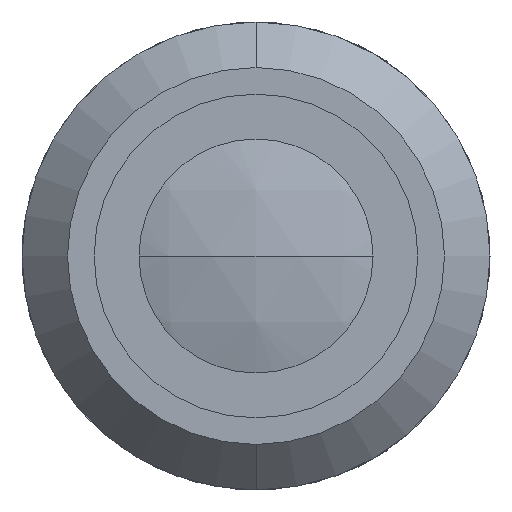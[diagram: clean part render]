
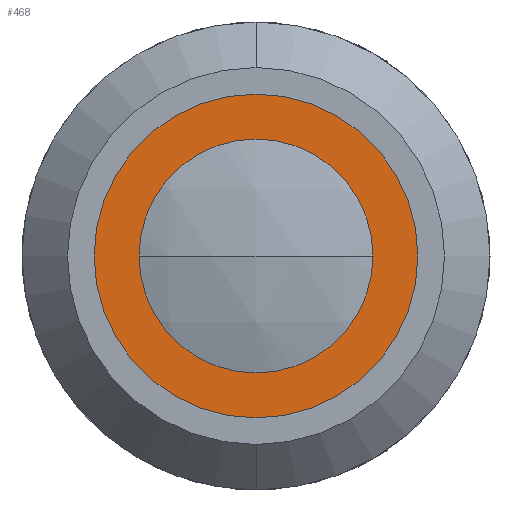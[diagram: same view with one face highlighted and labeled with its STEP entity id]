
A CAD part, left-side view. The second image highlights one B-rep face of the part: STEP entity #468.
In plain terms, the highlighted planar face has unit normal (-1, 0, 0).
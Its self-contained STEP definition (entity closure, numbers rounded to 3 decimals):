
#83 = VERTEX_POINT ( 'NONE', #2099 ) ;
#236 = DIRECTION ( 'NONE',  ( 0., 0., 1. ) ) ;
#468 = ADVANCED_FACE ( 'NONE', ( #1558, #3984 ), #2641, .F. ) ;
#838 = DIRECTION ( 'NONE',  ( 0., 0., -1. ) ) ;
#1136 = CIRCLE ( 'NONE', #1737, 9. ) ;
#1187 = CARTESIAN_POINT ( 'NONE',  ( 3.5, 0., 0. ) ) ;
#1210 = CARTESIAN_POINT ( 'NONE',  ( 3.5, 0., 0. ) ) ;
#1274 = CARTESIAN_POINT ( 'NONE',  ( 3.5, 0., 0. ) ) ;
#1308 = CARTESIAN_POINT ( 'NONE',  ( 3.5, 0., 9. ) ) ;
#1558 = FACE_BOUND ( 'NONE', #3953, .T. ) ;
#1562 = CARTESIAN_POINT ( 'NONE',  ( 3.5, 0., 13.2 ) ) ;
#1737 = AXIS2_PLACEMENT_3D ( 'NONE', #1187, #3924, #2505 ) ;
#1756 = CIRCLE ( 'NONE', #4246, 13.2 ) ;
#1780 = EDGE_CURVE ( 'NONE', #4061, #83, #1136, .T. ) ;
#1876 = CARTESIAN_POINT ( 'NONE',  ( 3.5, 13.2, 0. ) ) ;
#2099 = CARTESIAN_POINT ( 'NONE',  ( 3.5, 0., -9. ) ) ;
#2104 = DIRECTION ( 'NONE',  ( 0., 0., 1. ) ) ;
#2505 = DIRECTION ( 'NONE',  ( 0., 0., 1. ) ) ;
#2641 = PLANE ( 'NONE',  #3647 ) ;
#2683 = DIRECTION ( 'NONE',  ( -1., 0., 0. ) ) ;
#2751 = CARTESIAN_POINT ( 'NONE',  ( 3.5, 0., -13.2 ) ) ;
#2846 = CARTESIAN_POINT ( 'NONE',  ( 3.5, 0., 0. ) ) ;
#3013 = CIRCLE ( 'NONE', #4180, 13.2 ) ;
#3234 = AXIS2_PLACEMENT_3D ( 'NONE', #1210, #4347, #236 ) ;
#3276 = EDGE_LOOP ( 'NONE', ( #3440, #4451 ) ) ;
#3290 = DIRECTION ( 'NONE',  ( 1., 0., 0. ) ) ;
#3300 = CIRCLE ( 'NONE', #3234, 9. ) ;
#3315 = VERTEX_POINT ( 'NONE', #1562 ) ;
#3359 = EDGE_CURVE ( 'NONE', #83, #4061, #3300, .T. ) ;
#3440 = ORIENTED_EDGE ( 'NONE', *, *, #3495, .T. ) ;
#3495 = EDGE_CURVE ( 'NONE', #3315, #4497, #1756, .T. ) ;
#3647 = AXIS2_PLACEMENT_3D ( 'NONE', #1876, #3290, #838 ) ;
#3698 = ORIENTED_EDGE ( 'NONE', *, *, #1780, .F. ) ;
#3726 = DIRECTION ( 'NONE',  ( 0., 0., 1. ) ) ;
#3897 = ORIENTED_EDGE ( 'NONE', *, *, #3359, .F. ) ;
#3924 = DIRECTION ( 'NONE',  ( -1., 0., 0. ) ) ;
#3953 = EDGE_LOOP ( 'NONE', ( #3698, #3897 ) ) ;
#3984 = FACE_OUTER_BOUND ( 'NONE', #3276, .T. ) ;
#4061 = VERTEX_POINT ( 'NONE', #1308 ) ;
#4180 = AXIS2_PLACEMENT_3D ( 'NONE', #1274, #2683, #3726 ) ;
#4199 = DIRECTION ( 'NONE',  ( -1., 0., 0. ) ) ;
#4246 = AXIS2_PLACEMENT_3D ( 'NONE', #2846, #4199, #2104 ) ;
#4342 = EDGE_CURVE ( 'NONE', #4497, #3315, #3013, .T. ) ;
#4347 = DIRECTION ( 'NONE',  ( -1., 0., 0. ) ) ;
#4451 = ORIENTED_EDGE ( 'NONE', *, *, #4342, .T. ) ;
#4497 = VERTEX_POINT ( 'NONE', #2751 ) ;
